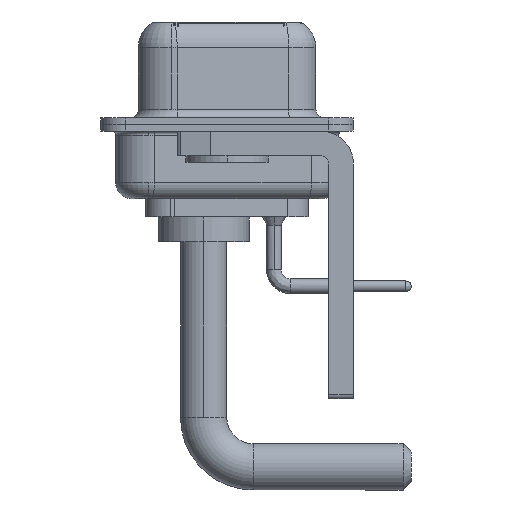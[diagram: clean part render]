
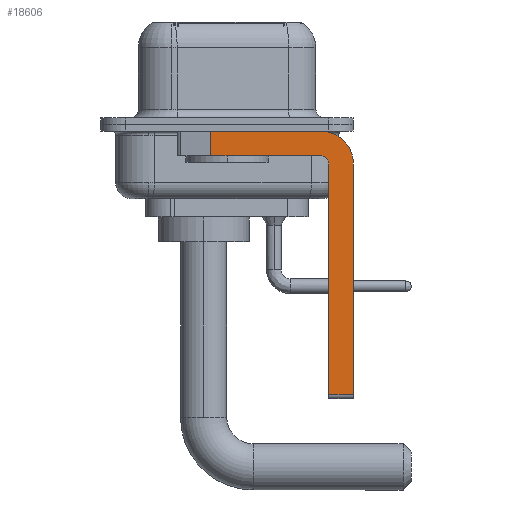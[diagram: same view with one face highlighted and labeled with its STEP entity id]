
A CAD part, left-side view. The second image highlights one B-rep face of the part: STEP entity #18606.
In plain terms, the highlighted planar face has unit normal (-1, 0, 0).
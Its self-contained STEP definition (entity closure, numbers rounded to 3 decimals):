
#95 = VERTEX_POINT ( 'NONE', #21082 ) ;
#196 = CARTESIAN_POINT ( 'NONE',  ( -2.9, -5.65, -2.4 ) ) ;
#418 = ORIENTED_EDGE ( 'NONE', *, *, #12495, .T. ) ;
#459 = AXIS2_PLACEMENT_3D ( 'NONE', #12525, #5648, #2304 ) ;
#1448 = DIRECTION ( 'NONE',  ( 0., 0., 1. ) ) ;
#1453 = AXIS2_PLACEMENT_3D ( 'NONE', #3247, #10108, #1448 ) ;
#1752 = PLANE ( 'NONE',  #2019 ) ;
#2019 = AXIS2_PLACEMENT_3D ( 'NONE', #196, #5307, #16966 ) ;
#2092 = DIRECTION ( 'NONE',  ( 0., 0., -1. ) ) ;
#2223 = CARTESIAN_POINT ( 'NONE',  ( -2.9, -7.65, -16.35 ) ) ;
#2304 = DIRECTION ( 'NONE',  ( 0., 0., -1. ) ) ;
#2319 = LINE ( 'NONE', #12214, #2643 ) ;
#2347 = ORIENTED_EDGE ( 'NONE', *, *, #2926, .F. ) ;
#2643 = VECTOR ( 'NONE', #2092, 1000. ) ;
#2668 = EDGE_CURVE ( 'NONE', #2931, #95, #9670, .T. ) ;
#2697 = EDGE_CURVE ( 'NONE', #6256, #17218, #5729, .T. ) ;
#2926 = EDGE_CURVE ( 'NONE', #13071, #21721, #9395, .T. ) ;
#2931 = VERTEX_POINT ( 'NONE', #5862 ) ;
#3247 = CARTESIAN_POINT ( 'NONE',  ( -2.9, -5.65, -2.4 ) ) ;
#3330 = CIRCLE ( 'NONE', #459, 2. ) ;
#4224 = EDGE_CURVE ( 'NONE', #2931, #16106, #2319, .T. ) ;
#4353 = ORIENTED_EDGE ( 'NONE', *, *, #2668, .F. ) ;
#4513 = EDGE_CURVE ( 'NONE', #17218, #16106, #19881, .T. ) ;
#4678 = DIRECTION ( 'NONE',  ( 0., 1., 0. ) ) ;
#5307 = DIRECTION ( 'NONE',  ( 1., 0., 0. ) ) ;
#5648 = DIRECTION ( 'NONE',  ( 1., 0., 0. ) ) ;
#5729 = CIRCLE ( 'NONE', #1453, 0.5 ) ;
#5752 = CARTESIAN_POINT ( 'NONE',  ( -2.9, -6.15, -16.6 ) ) ;
#5862 = CARTESIAN_POINT ( 'NONE',  ( -2.9, 0.978, -0.4 ) ) ;
#6024 = DIRECTION ( 'NONE',  ( 0., -1., 0. ) ) ;
#6256 = VERTEX_POINT ( 'NONE', #16986 ) ;
#6562 = FACE_OUTER_BOUND ( 'NONE', #8073, .T. ) ;
#7278 = VECTOR ( 'NONE', #12517, 1000. ) ;
#7473 = LINE ( 'NONE', #14228, #9711 ) ;
#8073 = EDGE_LOOP ( 'NONE', ( #4353, #11295, #14776, #20585, #11610, #418, #2347, #10736 ) ) ;
#9252 = VECTOR ( 'NONE', #12515, 1000. ) ;
#9395 = LINE ( 'NONE', #15837, #9252 ) ;
#9670 = LINE ( 'NONE', #14555, #11068 ) ;
#9711 = VECTOR ( 'NONE', #20798, 1000. ) ;
#9922 = LINE ( 'NONE', #5752, #7278 ) ;
#10108 = DIRECTION ( 'NONE',  ( -1., 0., 0. ) ) ;
#10736 = ORIENTED_EDGE ( 'NONE', *, *, #11925, .F. ) ;
#11068 = VECTOR ( 'NONE', #6024, 1000. ) ;
#11295 = ORIENTED_EDGE ( 'NONE', *, *, #4224, .T. ) ;
#11610 = ORIENTED_EDGE ( 'NONE', *, *, #14953, .F. ) ;
#11925 = EDGE_CURVE ( 'NONE', #95, #13071, #3330, .T. ) ;
#12214 = CARTESIAN_POINT ( 'NONE',  ( -2.9, 0.978, -1.9 ) ) ;
#12495 = EDGE_CURVE ( 'NONE', #14107, #21721, #7473, .T. ) ;
#12515 = DIRECTION ( 'NONE',  ( 0., 0., -1. ) ) ;
#12517 = DIRECTION ( 'NONE',  ( 0., 0., 1. ) ) ;
#12525 = CARTESIAN_POINT ( 'NONE',  ( -2.9, -5.65, -2.4 ) ) ;
#12897 = CARTESIAN_POINT ( 'NONE',  ( -2.9, -6.15, -16.35 ) ) ;
#13071 = VERTEX_POINT ( 'NONE', #13174 ) ;
#13174 = CARTESIAN_POINT ( 'NONE',  ( -2.9, -7.65, -2.4 ) ) ;
#13208 = CARTESIAN_POINT ( 'NONE',  ( -2.9, 0.978, -1.9 ) ) ;
#14107 = VERTEX_POINT ( 'NONE', #12897 ) ;
#14228 = CARTESIAN_POINT ( 'NONE',  ( -2.9, -5.65, -16.35 ) ) ;
#14555 = CARTESIAN_POINT ( 'NONE',  ( -2.9, 3., -0.4 ) ) ;
#14776 = ORIENTED_EDGE ( 'NONE', *, *, #4513, .F. ) ;
#14953 = EDGE_CURVE ( 'NONE', #14107, #6256, #9922, .T. ) ;
#15409 = VECTOR ( 'NONE', #4678, 1000. ) ;
#15837 = CARTESIAN_POINT ( 'NONE',  ( -2.9, -7.65, -2.4 ) ) ;
#16106 = VERTEX_POINT ( 'NONE', #13208 ) ;
#16642 = CARTESIAN_POINT ( 'NONE',  ( -2.9, -5.65, -1.9 ) ) ;
#16966 = DIRECTION ( 'NONE',  ( 0., 0., -1. ) ) ;
#16986 = CARTESIAN_POINT ( 'NONE',  ( -2.9, -6.15, -2.4 ) ) ;
#17218 = VERTEX_POINT ( 'NONE', #18926 ) ;
#18606 = ADVANCED_FACE ( 'NONE', ( #6562 ), #1752, .F. ) ;
#18926 = CARTESIAN_POINT ( 'NONE',  ( -2.9, -5.65, -1.9 ) ) ;
#19881 = LINE ( 'NONE', #16642, #15409 ) ;
#20585 = ORIENTED_EDGE ( 'NONE', *, *, #2697, .F. ) ;
#20798 = DIRECTION ( 'NONE',  ( 0., -1., 0. ) ) ;
#21082 = CARTESIAN_POINT ( 'NONE',  ( -2.9, -5.65, -0.4 ) ) ;
#21721 = VERTEX_POINT ( 'NONE', #2223 ) ;
